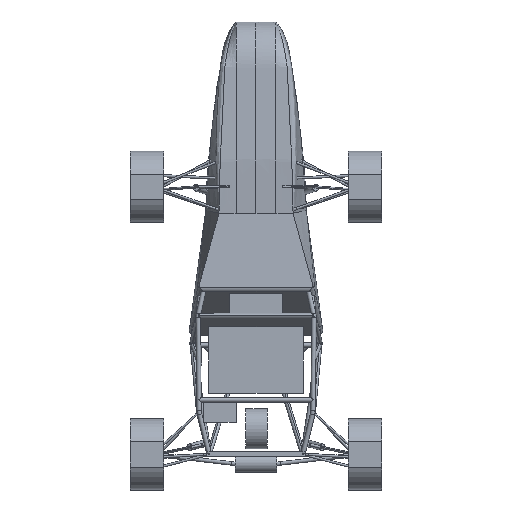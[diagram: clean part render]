
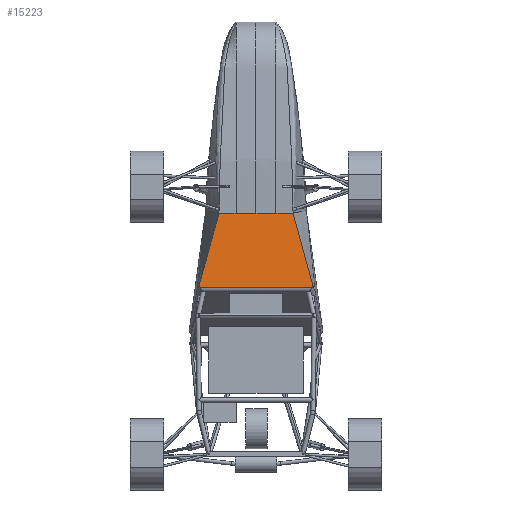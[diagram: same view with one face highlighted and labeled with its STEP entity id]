
A CAD part, front view. The second image highlights one B-rep face of the part: STEP entity #15223.
In plain terms, the highlighted planar face has unit normal (0, -0.997, 0.083).
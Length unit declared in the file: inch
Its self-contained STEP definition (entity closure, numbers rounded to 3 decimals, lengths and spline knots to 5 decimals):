
#30 = EDGE_CURVE ( 'NONE', #11576, #840, #27974, .T. ) ;
#192 = CARTESIAN_POINT ( 'NONE',  ( -12.71069, 2.40925, 7.81028 ) ) ;
#278 = CARTESIAN_POINT ( 'NONE',  ( -8.34456, 3.77307, 24.20073 ) ) ;
#291 = CARTESIAN_POINT ( 'NONE',  ( 1.5, 3.77307, 24.20073 ) ) ;
#495 = B_SPLINE_CURVE_WITH_KNOTS ( 'NONE', 3,
 ( #18776, #23161, #10221, #3527, #27641, #3237, #16298, #5403, #5263, #25474, #12404, #23601, #21271, #19080 ),
 .UNSPECIFIED., .F., .F.,
 ( 4, 2, 2, 2, 2, 2, 4 ),
 ( 0., 0.00579, 0.00869, 0.01158, 0.01737, 0.02027, 0.02316 ),
 .UNSPECIFIED. ) ;
#840 = VERTEX_POINT ( 'NONE', #1178 ) ;
#1178 = CARTESIAN_POINT ( 'NONE',  ( -4.5, 3.77307, 24.20073 ) ) ;
#1424 = VERTEX_POINT ( 'NONE', #6610 ) ;
#1582 = ORIENTED_EDGE ( 'NONE', *, *, #4828, .T. ) ;
#1663 = B_SPLINE_CURVE_WITH_KNOTS ( 'NONE', 3,
 ( #4631, #291, #9152, #17990 ),
 .UNSPECIFIED., .F., .F.,
 ( 4, 4 ),
 ( 0., 1. ),
 .UNSPECIFIED. ) ;
#1697 = ORIENTED_EDGE ( 'NONE', *, *, #5097, .T. ) ;
#1993 = EDGE_CURVE ( 'NONE', #4840, #1424, #6004, .T. ) ;
#2179 = ORIENTED_EDGE ( 'NONE', *, *, #30, .F. ) ;
#2188 = CARTESIAN_POINT ( 'NONE',  ( 8.34456, 3.77307, 24.20073 ) ) ;
#2379 = CARTESIAN_POINT ( 'NONE',  ( -12.65354, 2.39095, 7.59035 ) ) ;
#3237 = CARTESIAN_POINT ( 'NONE',  ( 12.7213, 2.41553, 7.88575 ) ) ;
#3255 = LINE ( 'NONE', #9941, #20502 ) ;
#3527 = CARTESIAN_POINT ( 'NONE',  ( 12.70373, 2.40614, 7.77296 ) ) ;
#4257 = CARTESIAN_POINT ( 'NONE',  ( -12.62131, 2.38513, 7.52042 ) ) ;
#4397 = CARTESIAN_POINT ( 'NONE',  ( -12.73088, 2.42824, 8.03861 ) ) ;
#4631 = CARTESIAN_POINT ( 'NONE',  ( 0., 3.77307, 24.20073 ) ) ;
#4676 = CARTESIAN_POINT ( 'NONE',  ( -12.6764, 2.45958, 8.41522 ) ) ;
#4828 = EDGE_CURVE ( 'NONE', #21798, #840, #18208, .T. ) ;
#4840 = VERTEX_POINT ( 'NONE', #2188 ) ;
#5018 = ORIENTED_EDGE ( 'NONE', *, *, #6814, .F. ) ;
#5020 = DIRECTION ( 'NONE',  ( 1., 0., 0. ) ) ;
#5097 = EDGE_CURVE ( 'NONE', #11576, #25627, #3255, .T. ) ;
#5263 = CARTESIAN_POINT ( 'NONE',  ( 12.72832, 2.43456, 8.11455 ) ) ;
#5403 = CARTESIAN_POINT ( 'NONE',  ( 12.73088, 2.42824, 8.03861 ) ) ;
#5552 = CARTESIAN_POINT ( 'NONE',  ( 4.5, 3.77307, 24.20073 ) ) ;
#6004 = LINE ( 'NONE', #23748, #12570 ) ;
#6610 = CARTESIAN_POINT ( 'NONE',  ( 12.6764, 2.45958, 8.41522 ) ) ;
#6814 = EDGE_CURVE ( 'NONE', #17417, #25627, #15077, .T. ) ;
#6869 = CARTESIAN_POINT ( 'NONE',  ( -12.7213, 2.41553, 7.88575 ) ) ;
#6920 = CARTESIAN_POINT ( 'NONE',  ( 13.06635, 2.38513, 7.52042 ) ) ;
#7106 = AXIS2_PLACEMENT_3D ( 'NONE', #23561, #12505, #15103 ) ;
#9051 = CARTESIAN_POINT ( 'NONE',  ( -12.72832, 2.43456, 8.11455 ) ) ;
#9152 = CARTESIAN_POINT ( 'NONE',  ( 3., 3.77307, 24.20073 ) ) ;
#9446 = CARTESIAN_POINT ( 'NONE',  ( 4.5, 3.77307, 24.20073 ) ) ;
#9941 = CARTESIAN_POINT ( 'NONE',  ( -10.70546, 3.05721, 15.59748 ) ) ;
#10050 = CARTESIAN_POINT ( 'NONE',  ( 0., 3.77307, 24.20073 ) ) ;
#10221 = CARTESIAN_POINT ( 'NONE',  ( 12.67769, 2.39694, 7.66235 ) ) ;
#10825 = CARTESIAN_POINT ( 'NONE',  ( -12.68656, 2.4565, 8.37821 ) ) ;
#11576 = VERTEX_POINT ( 'NONE', #26917 ) ;
#11619 = CARTESIAN_POINT ( 'NONE',  ( -7.06304, 3.77307, 24.20073 ) ) ;
#12388 = CARTESIAN_POINT ( 'NONE',  ( -3., 3.77307, 24.20073 ) ) ;
#12404 = CARTESIAN_POINT ( 'NONE',  ( 12.7098, 2.44713, 8.2656 ) ) ;
#12475 = ORIENTED_EDGE ( 'NONE', *, *, #13092, .T. ) ;
#12505 = DIRECTION ( 'NONE',  ( 0., -0.997, 0.083 ) ) ;
#12527 = CARTESIAN_POINT ( 'NONE',  ( -4.5, 3.77307, 24.20073 ) ) ;
#12570 = VECTOR ( 'NONE', #21849, 39.37008 ) ;
#13092 = EDGE_CURVE ( 'NONE', #27955, #1424, #495, .T. ) ;
#13140 = CARTESIAN_POINT ( 'NONE',  ( -12.71556, 2.444, 8.22791 ) ) ;
#13545 = EDGE_CURVE ( 'NONE', #4840, #27869, #14238, .T. ) ;
#14072 = CARTESIAN_POINT ( 'NONE',  ( -4.5, 3.77307, 24.20073 ) ) ;
#14238 = LINE ( 'NONE', #9446, #23317 ) ;
#15077 = B_SPLINE_CURVE_WITH_KNOTS ( 'NONE', 3,
 ( #4257, #2379, #24607, #20096, #192, #6869, #24332, #4397, #9051, #13140, #15718, #26768, #10825, #4676 ),
 .UNSPECIFIED., .F., .F.,
 ( 4, 2, 2, 2, 2, 2, 4 ),
 ( 0., 0.00579, 0.00869, 0.01158, 0.01737, 0.02027, 0.02316 ),
 .UNSPECIFIED. ) ;
#15103 = DIRECTION ( 'NONE',  ( -1., 0., 0. ) ) ;
#15156 = ORIENTED_EDGE ( 'NONE', *, *, #13545, .T. ) ;
#15223 = ADVANCED_FACE ( 'NONE', ( #19615 ), #27895, .T. ) ;
#15718 = CARTESIAN_POINT ( 'NONE',  ( -12.7098, 2.44713, 8.2656 ) ) ;
#16298 = CARTESIAN_POINT ( 'NONE',  ( 12.72494, 2.41872, 7.92409 ) ) ;
#17417 = VERTEX_POINT ( 'NONE', #19105 ) ;
#17990 = CARTESIAN_POINT ( 'NONE',  ( 4.5, 3.77307, 24.20073 ) ) ;
#18042 = CARTESIAN_POINT ( 'NONE',  ( 0., 3.77307, 24.20073 ) ) ;
#18208 = B_SPLINE_CURVE_WITH_KNOTS ( 'NONE', 3,
 ( #10050, #23442, #12388, #12527 ),
 .UNSPECIFIED., .F., .F.,
 ( 4, 4 ),
 ( 0., 1. ),
 .UNSPECIFIED. ) ;
#18776 = CARTESIAN_POINT ( 'NONE',  ( 12.62131, 2.38513, 7.52042 ) ) ;
#18820 = ORIENTED_EDGE ( 'NONE', *, *, #22801, .F. ) ;
#19080 = CARTESIAN_POINT ( 'NONE',  ( 12.6764, 2.45958, 8.41522 ) ) ;
#19105 = CARTESIAN_POINT ( 'NONE',  ( -12.62131, 2.38513, 7.52042 ) ) ;
#19615 = FACE_OUTER_BOUND ( 'NONE', #28038, .T. ) ;
#19967 = ORIENTED_EDGE ( 'NONE', *, *, #24379, .T. ) ;
#20096 = CARTESIAN_POINT ( 'NONE',  ( -12.70373, 2.40614, 7.77296 ) ) ;
#20502 = VECTOR ( 'NONE', #25347, 39.37008 ) ;
#21271 = CARTESIAN_POINT ( 'NONE',  ( 12.68656, 2.4565, 8.37821 ) ) ;
#21554 = CARTESIAN_POINT ( 'NONE',  ( 12.62131, 2.38513, 7.52042 ) ) ;
#21711 = VECTOR ( 'NONE', #5020, 39.37008 ) ;
#21798 = VERTEX_POINT ( 'NONE', #18042 ) ;
#21849 = DIRECTION ( 'NONE',  ( 0.264, -0.08, -0.961 ) ) ;
#22520 = CARTESIAN_POINT ( 'NONE',  ( -5.78152, 3.77307, 24.20073 ) ) ;
#22624 = LINE ( 'NONE', #6920, #21711 ) ;
#22801 = EDGE_CURVE ( 'NONE', #21798, #27869, #1663, .T. ) ;
#22974 = DIRECTION ( 'NONE',  ( -1., 0., 0. ) ) ;
#23161 = CARTESIAN_POINT ( 'NONE',  ( 12.65354, 2.39095, 7.59035 ) ) ;
#23317 = VECTOR ( 'NONE', #22974, 39.37008 ) ;
#23439 = CARTESIAN_POINT ( 'NONE',  ( -12.6764, 2.45958, 8.41522 ) ) ;
#23442 = CARTESIAN_POINT ( 'NONE',  ( -1.5, 3.77307, 24.20073 ) ) ;
#23561 = CARTESIAN_POINT ( 'NONE',  ( 8.34456, 3.77307, 24.20073 ) ) ;
#23601 = CARTESIAN_POINT ( 'NONE',  ( 12.6953, 2.45339, 8.3408 ) ) ;
#23748 = CARTESIAN_POINT ( 'NONE',  ( 10.70546, 3.05721, 15.59748 ) ) ;
#24332 = CARTESIAN_POINT ( 'NONE',  ( -12.72494, 2.41872, 7.92409 ) ) ;
#24379 = EDGE_CURVE ( 'NONE', #17417, #27955, #22624, .T. ) ;
#24607 = CARTESIAN_POINT ( 'NONE',  ( -12.67769, 2.39694, 7.66235 ) ) ;
#25347 = DIRECTION ( 'NONE',  ( -0.264, -0.08, -0.961 ) ) ;
#25474 = CARTESIAN_POINT ( 'NONE',  ( 12.71556, 2.444, 8.22791 ) ) ;
#25627 = VERTEX_POINT ( 'NONE', #23439 ) ;
#25890 = ORIENTED_EDGE ( 'NONE', *, *, #1993, .F. ) ;
#26768 = CARTESIAN_POINT ( 'NONE',  ( -12.6953, 2.45339, 8.3408 ) ) ;
#26917 = CARTESIAN_POINT ( 'NONE',  ( -8.34456, 3.77307, 24.20073 ) ) ;
#27641 = CARTESIAN_POINT ( 'NONE',  ( 12.71069, 2.40925, 7.81028 ) ) ;
#27869 = VERTEX_POINT ( 'NONE', #5552 ) ;
#27895 = PLANE ( 'NONE',  #7106 ) ;
#27955 = VERTEX_POINT ( 'NONE', #21554 ) ;
#27974 = B_SPLINE_CURVE_WITH_KNOTS ( 'NONE', 3,
 ( #278, #11619, #22520, #14072 ),
 .UNSPECIFIED., .F., .F.,
 ( 4, 4 ),
 ( 0., 1. ),
 .UNSPECIFIED. ) ;
#28038 = EDGE_LOOP ( 'NONE', ( #19967, #12475, #25890, #15156, #18820, #1582, #2179, #1697, #5018 ) ) ;
